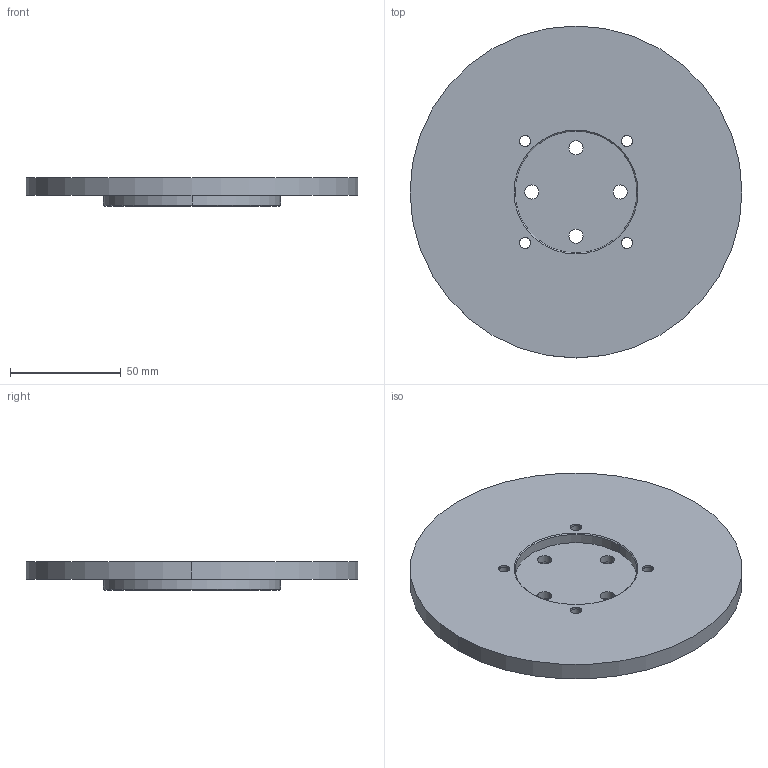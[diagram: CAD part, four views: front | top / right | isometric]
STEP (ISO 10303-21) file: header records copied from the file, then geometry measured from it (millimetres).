
FILE_DESCRIPTION((''),'2;1');
FILE_NAME('ROUE_FRICTION_DC','2021-10-06T17:32:56',('laure'),(''),'CREO PARAMETRIC BY PTC INC, 2020281','CREO PARAMETRIC BY PTC INC, 2020281','');
FILE_SCHEMA(('CONFIG_CONTROL_DESIGN'));
Length unit declared in the file: millimetre
Products named in the file (1): ROUE_FRICTION_DC
Bounding box: 150 x 150 x 13 mm (x, y, z)
Volume: 151327.5 mm3; surface area: 43365.7 mm2
Topology: 1 solids, 5 shells, 54 faces, 130 edges, 88 vertices
Faces by surface type: cylinder 38, plane 12, cone 4
Entity records: 1701 total; most frequent: DIRECTION 328, CARTESIAN_POINT 273, ORIENTED_EDGE 244, AXIS2_PLACEMENT_3D 143, EDGE_CURVE 130, VERTEX_POINT 88, CIRCLE 88, EDGE_LOOP 80
